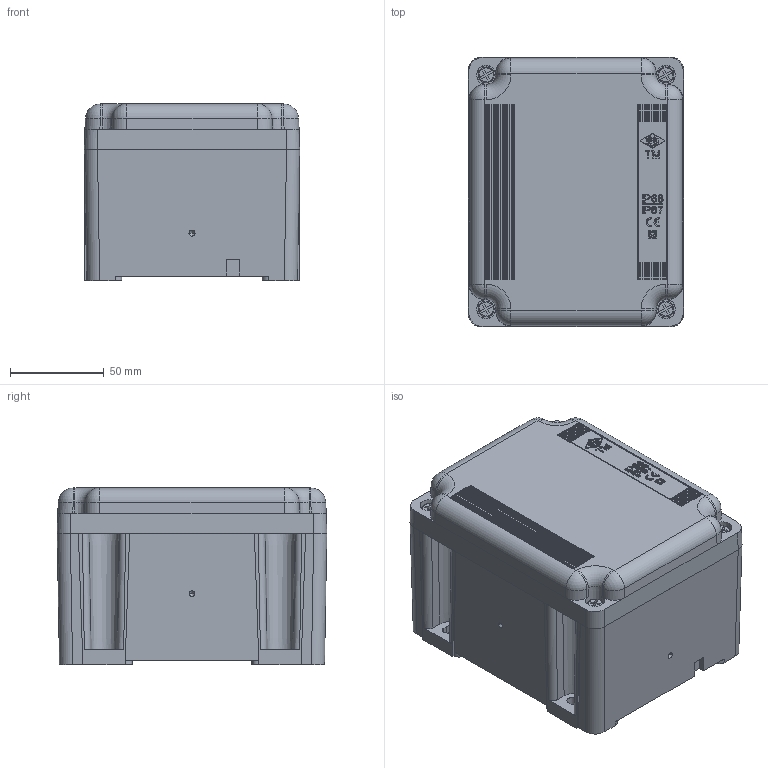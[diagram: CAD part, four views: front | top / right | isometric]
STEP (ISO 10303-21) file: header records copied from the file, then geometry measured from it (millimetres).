
FILE_DESCRIPTION(('Creo Elements/Direct Modeling STEP Export'),'2;1');
FILE_NAME('0lndqdl55rkicsj1616','2020-11-23T 9:09:40',(''),(''),'Creo Elements/Direct Modeling STEP processor for AP214 (Solid Model)','Creo Elements/Direct Modeling 20.1B 02-Apr-2019 (C) Parametric Technology GmbH','');
FILE_SCHEMA(('AUTOMOTIVE_DESIGN { 1 0 10303 214 1 1 1 1 }'));
Length unit declared in the file: millimetre
Products named in the file (3): SCATOLA; COPERCHIO; TM_1114_DB
Assembly tree (2 placements, depth 2):
  TM_1114_DB
    COPERCHIO
    SCATOLA
Bounding box: 115 x 144 x 94.9 mm (x, y, z)
Volume: 435288.8 mm3; surface area: 164295.9 mm2
Topology: 2 solids, 2 shells, 1039 faces, 2809 edges, 1850 vertices
Faces by surface type: plane 763, cylinder 214, cone 42, torus 12, sphere 8
Entity records: 40583 total; most frequent: CARTESIAN_POINT 6254, ORIENTED_EDGE 5586, DIRECTION 5075, EDGE_CURVE 2793, VECTOR 2197, LINE 2197, VERTEX_POINT 1850, AXIS2_PLACEMENT_3D 1439
